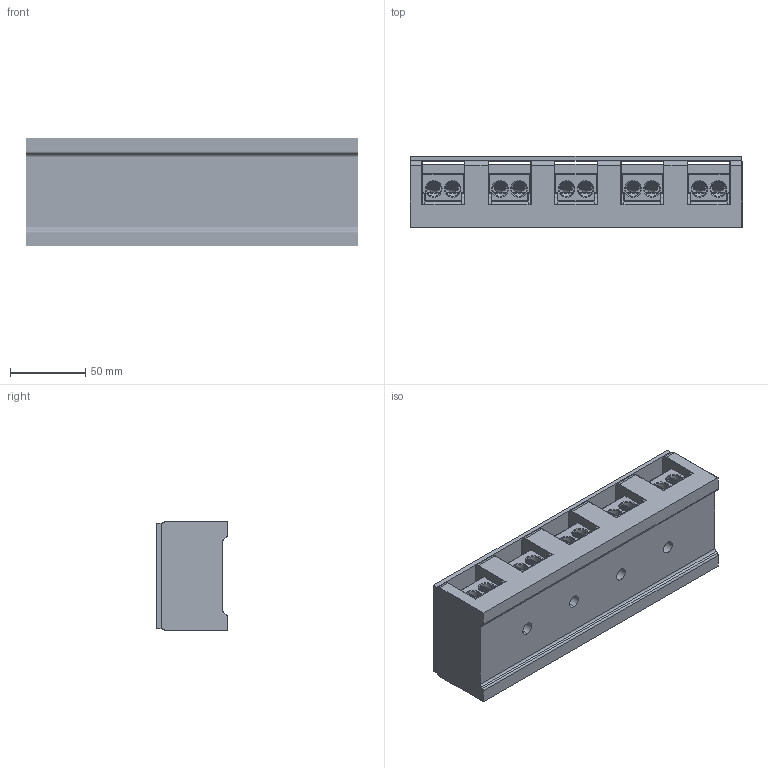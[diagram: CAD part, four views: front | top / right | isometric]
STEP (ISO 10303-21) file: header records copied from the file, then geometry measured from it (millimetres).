
FILE_DESCRIPTION((''),'2;1');
FILE_NAME('UDJ-2005_2_35','2024-07-05T',('dell'),(''),'PRO/ENGINEER BY PARAMETRIC TECHNOLOGY CORPORATION, 2013230','PRO/ENGINEER BY PARAMETRIC TECHNOLOGY CORPORATION, 2013230','');
FILE_SCHEMA(('AUTOMOTIVE_DESIGN { 1 0 10303 214 1 1 1 1 }'));
Products named in the file (1): UDJ-2005_2_35
Bounding box: 220 x 47 x 72 mm (x, y, z)
Volume: 490720.6 mm3; surface area: 142453.1 mm2
Topology: 2 solids, 35 shells, 2511 faces, 7355 edges, 4784 vertices
Faces by surface type: plane 1322, cylinder 686, bspline 218, cone 200, torus 44, sphere 36, extrusion 5
Entity records: 126834 total; most frequent: CARTESIAN_POINT 63157, ORIENTED_EDGE 14578, DIRECTION 11414, EDGE_CURVE 7289, VERTEX_POINT 4784, VECTOR 4230, LINE 4225, AXIS2_PLACEMENT_3D 3592
